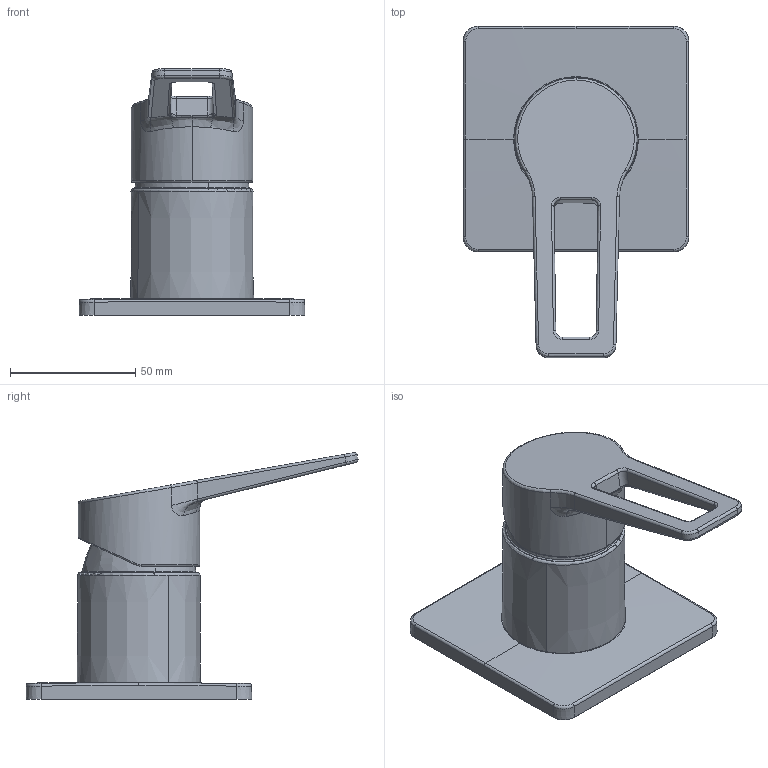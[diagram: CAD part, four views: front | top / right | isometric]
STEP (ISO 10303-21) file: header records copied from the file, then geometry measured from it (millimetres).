
FILE_DESCRIPTION (( 'STEP AP203' ), '1' );
FILE_NAME ('49779005.STEP', '2018-06-07T07:32:28', ( '' ), ( '' ), 'SwSTEP 2.0', 'SolidWorks 2016', '' );
FILE_SCHEMA (( 'CONFIG_CONTROL_DESIGN' ));
Length unit declared in the file: millimetre
Products named in the file (1): 49779005
Bounding box: 90 x 132.34 x 98.4 mm (x, y, z)
Volume: 201704.8 mm3; surface area: 34140.3 mm2
Topology: 1 solids, 1 shells, 119 faces, 283 edges, 168 vertices
Faces by surface type: bspline 42, cylinder 34, plane 18, torus 17, cone 6, sphere 2
Entity records: 7406 total; most frequent: CARTESIAN_POINT 4933, ORIENTED_EDGE 566, DIRECTION 396, EDGE_CURVE 283, VERTEX_POINT 168, AXIS2_PLACEMENT_3D 162, EDGE_LOOP 123, ADVANCED_FACE 119
